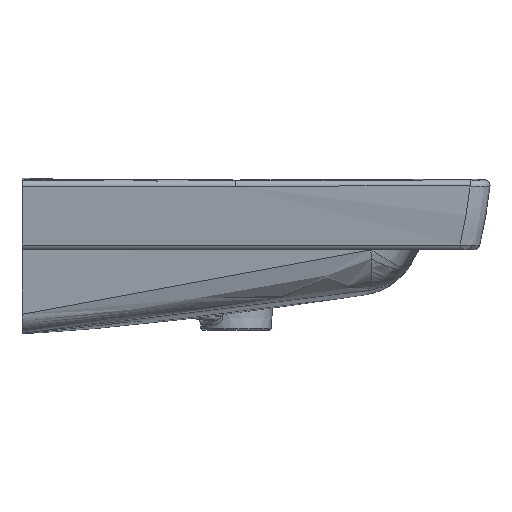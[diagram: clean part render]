
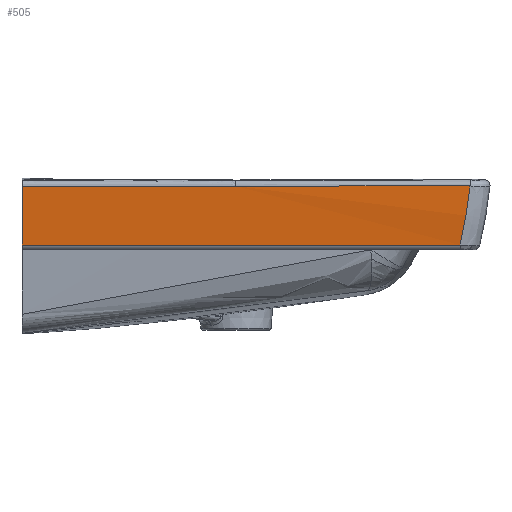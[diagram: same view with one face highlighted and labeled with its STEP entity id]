
A CAD part, left-side view. The second image highlights one B-rep face of the part: STEP entity #505.
In plain terms, the highlighted cylindrical face has radius 387.282 mm (diameter 774.565 mm), a partial arc.
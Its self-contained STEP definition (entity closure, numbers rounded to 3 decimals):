
#158=(
BOUNDED_CURVE()
B_SPLINE_CURVE(3,(#21650,#21651,#21652,#21653,#21654,#21655,#21656,#21657,
#21658,#21659,#21660,#21661,#21662,#21663),.UNSPECIFIED.,.F.,.F.)
B_SPLINE_CURVE_WITH_KNOTS((4,2,2,2,2,2,4),(0.,0.119,0.245,
0.37,0.433,0.496,1.),.UNSPECIFIED.)
CURVE()
GEOMETRIC_REPRESENTATION_ITEM()
RATIONAL_B_SPLINE_CURVE((1.,1.,1.,1.,1.,1.,1.,1.,1.,1.,1.,1.,1.,1.))
REPRESENTATION_ITEM('')
);
#183=CYLINDRICAL_SURFACE('',#3029,387.282);
#307=LINE('',#21636,#367);
#367=VECTOR('',#3230,1.);
#505=ADVANCED_FACE('',(#717),#183,.T.);
#717=FACE_OUTER_BOUND('',#893,.T.);
#893=EDGE_LOOP('',(#1480,#1481,#1482,#1483,#1484,#1485));
#1480=ORIENTED_EDGE('',*,*,#2476,.F.);
#1481=ORIENTED_EDGE('',*,*,#2474,.T.);
#1482=ORIENTED_EDGE('',*,*,#2403,.T.);
#1483=ORIENTED_EDGE('',*,*,#2405,.T.);
#1484=ORIENTED_EDGE('',*,*,#2477,.F.);
#1485=ORIENTED_EDGE('',*,*,#2478,.F.);
#1975=VERTEX_POINT('',#14577);
#2026=VERTEX_POINT('',#18025);
#2027=VERTEX_POINT('',#18152);
#2079=VERTEX_POINT('',#21637);
#2080=VERTEX_POINT('',#21649);
#2081=VERTEX_POINT('',#21664);
#2403=EDGE_CURVE('',#2026,#1975,#2811,.T.);
#2405=EDGE_CURVE('',#1975,#2027,#2813,.T.);
#2474=EDGE_CURVE('',#2079,#2026,#307,.T.);
#2476=EDGE_CURVE('',#2079,#2080,#2866,.T.);
#2477=EDGE_CURVE('',#2081,#2027,#158,.T.);
#2478=EDGE_CURVE('',#2080,#2081,#2867,.T.);
#2811=B_SPLINE_CURVE_WITH_KNOTS('',3,(#18096,#18097,#18098,#18099,#18100,
#18101,#18102,#18103,#18104,#18105,#18106,#18107,#18108,#18109,#18110,#18111,
#18112,#18113,#18114,#18115),.UNSPECIFIED.,.F.,.F.,(4,2,1,2,2,2,2,1,2,2,
4),(0.,0.125,0.188,0.219,0.25,
0.5,0.625,0.688,0.719,
0.75,1.),.UNSPECIFIED.);
#2813=B_SPLINE_CURVE_WITH_KNOTS('',3,(#18153,#18154,#18155,#18156,#18157,
#18158,#18159,#18160,#18161,#18162,#18163,#18164,#18165,#18166,#18167,#18168,
#18169),.UNSPECIFIED.,.F.,.F.,(4,1,1,1,1,1,1,1,1,1,2,2,4),(0.,0.25,
0.375,0.438,0.469,0.484,
0.492,0.496,0.498,0.499,
0.5,0.5,1.),.UNSPECIFIED.);
#2866=B_SPLINE_CURVE_WITH_KNOTS('',3,(#21645,#21646,#21647,#21648),
 .UNSPECIFIED.,.F.,.F.,(4,4),(0.,1.),.UNSPECIFIED.);
#2867=B_SPLINE_CURVE_WITH_KNOTS('',3,(#21665,#21666,#21667,#21668),
 .UNSPECIFIED.,.F.,.F.,(4,4),(0.,1.),.UNSPECIFIED.);
#3029=AXIS2_PLACEMENT_3D('',#21669,#3233,#3234);
#3230=DIRECTION('',(0.,-1.,0.));
#3233=DIRECTION('',(0.,-1.,0.));
#3234=DIRECTION('',(0.,0.,1.));
#14577=CARTESIAN_POINT('',(-325.019,-235.232,-5.715));
#18025=CARTESIAN_POINT('',(-319.245,-225.25,-65.039));
#18096=CARTESIAN_POINT('',(-319.245,-225.25,-65.039));
#18097=CARTESIAN_POINT('',(-319.68,-225.815,-62.564));
#18098=CARTESIAN_POINT('',(-320.087,-226.358,-60.112));
#18099=CARTESIAN_POINT('',(-320.655,-227.138,-56.47));
#18100=CARTESIAN_POINT('',(-320.929,-227.52,-54.658));
#18101=CARTESIAN_POINT('',(-321.187,-227.89,-52.861));
#18102=CARTESIAN_POINT('',(-321.357,-228.133,-51.665));
#18103=CARTESIAN_POINT('',(-321.435,-228.247,-51.1));
#18104=CARTESIAN_POINT('',(-322.206,-229.374,-45.471));
#18105=CARTESIAN_POINT('',(-322.78,-230.282,-40.551));
#18106=CARTESIAN_POINT('',(-323.493,-231.511,-33.266));
#18107=CARTESIAN_POINT('',(-323.71,-231.906,-30.805));
#18108=CARTESIAN_POINT('',(-324.004,-232.476,-27.068));
#18109=CARTESIAN_POINT('',(-324.143,-232.755,-25.187));
#18110=CARTESIAN_POINT('',(-324.269,-233.026,-23.289));
#18111=CARTESIAN_POINT('',(-324.35,-233.205,-22.02));
#18112=CARTESIAN_POINT('',(-324.391,-233.298,-21.354));
#18113=CARTESIAN_POINT('',(-324.714,-234.049,-15.87));
#18114=CARTESIAN_POINT('',(-324.916,-234.666,-10.859));
#18115=CARTESIAN_POINT('',(-325.019,-235.232,-5.715));
#18152=CARTESIAN_POINT('',(-325.018,-0.002,-5.764));
#18153=CARTESIAN_POINT('',(-325.019,-235.232,-5.715));
#18154=CARTESIAN_POINT('',(-325.019,-234.37,-5.709));
#18155=CARTESIAN_POINT('',(-325.02,-219.021,-5.705));
#18156=CARTESIAN_POINT('',(-325.019,-176.518,-5.712));
#18157=CARTESIAN_POINT('',(-325.019,-149.117,-5.718));
#18158=CARTESIAN_POINT('',(-325.019,-133.88,-5.722));
#18159=CARTESIAN_POINT('',(-325.019,-125.877,-5.724));
#18160=CARTESIAN_POINT('',(-325.019,-121.779,-5.725));
#18161=CARTESIAN_POINT('',(-325.019,-119.706,-5.726));
#18162=CARTESIAN_POINT('',(-325.019,-118.664,-5.726));
#18163=CARTESIAN_POINT('',(-325.019,-118.141,-5.726));
#18164=CARTESIAN_POINT('',(-325.019,-117.917,-5.726));
#18165=CARTESIAN_POINT('',(-325.019,-117.767,-5.727));
#18166=CARTESIAN_POINT('',(-325.019,-117.654,-5.727));
#18167=CARTESIAN_POINT('',(-325.019,-79.762,-5.737));
#18168=CARTESIAN_POINT('',(-325.019,-40.557,-5.749));
#18169=CARTESIAN_POINT('',(-325.018,-0.002,-5.764));
#21636=CARTESIAN_POINT('',(-319.245,215.,-65.039));
#21637=CARTESIAN_POINT('',(-319.245,215.,-65.039));
#21645=CARTESIAN_POINT('',(-319.245,215.,-65.039));
#21646=CARTESIAN_POINT('',(-322.688,215.,-45.458));
#21647=CARTESIAN_POINT('',(-324.612,215.,-25.729));
#21648=CARTESIAN_POINT('',(-325.017,215.,-5.852));
#21649=CARTESIAN_POINT('',(-325.017,215.,-5.852));
#21650=CARTESIAN_POINT('',(-325.017,214.733,-5.852));
#21651=CARTESIAN_POINT('',(-325.017,206.24,-5.844));
#21652=CARTESIAN_POINT('',(-325.017,197.747,-5.83));
#21653=CARTESIAN_POINT('',(-325.018,180.241,-5.765));
#21654=CARTESIAN_POINT('',(-325.019,171.229,-5.717));
#21655=CARTESIAN_POINT('',(-325.02,153.205,-5.661));
#21656=CARTESIAN_POINT('',(-325.02,144.193,-5.659));
#21657=CARTESIAN_POINT('',(-325.02,130.674,-5.676));
#21658=CARTESIAN_POINT('',(-325.02,126.168,-5.684));
#21659=CARTESIAN_POINT('',(-325.02,117.156,-5.68));
#21660=CARTESIAN_POINT('',(-325.02,112.65,-5.678));
#21661=CARTESIAN_POINT('',(-325.02,72.095,-5.685));
#21662=CARTESIAN_POINT('',(-325.018,36.047,-5.777));
#21663=CARTESIAN_POINT('',(-325.018,-0.002,-5.764));
#21664=CARTESIAN_POINT('',(-325.017,214.733,-5.852));
#21665=CARTESIAN_POINT('',(-325.017,215.,-5.852));
#21666=CARTESIAN_POINT('',(-325.017,214.911,-5.852));
#21667=CARTESIAN_POINT('',(-325.017,214.822,-5.852));
#21668=CARTESIAN_POINT('',(-325.017,214.733,-5.852));
#21669=CARTESIAN_POINT('',(62.186,215.,2.031));
